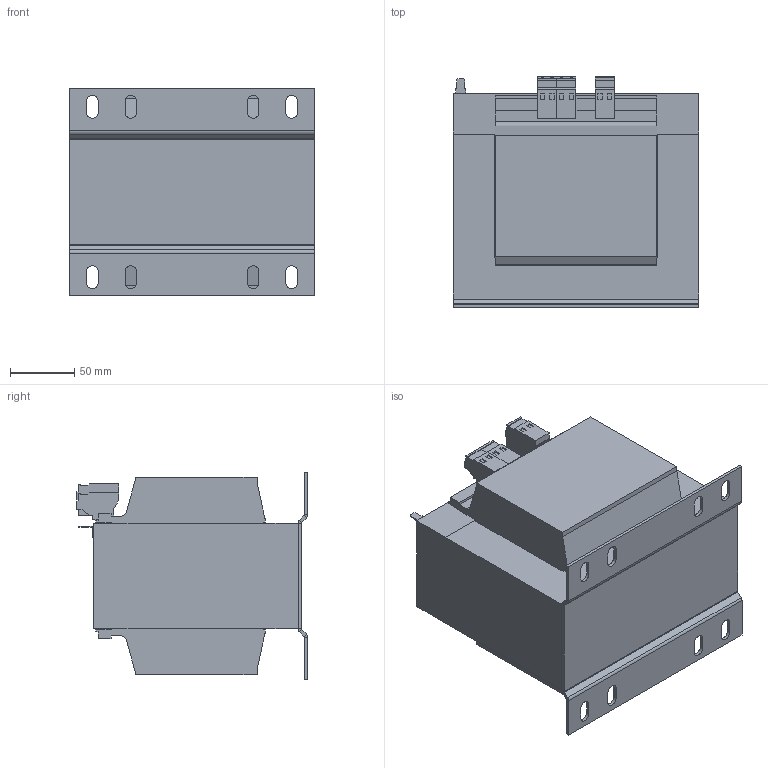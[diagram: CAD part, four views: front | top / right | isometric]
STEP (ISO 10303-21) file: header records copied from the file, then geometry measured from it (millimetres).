
FILE_DESCRIPTION (( 'STEP AP214' ), '1' );
FILE_NAME ('213587.STEP', '2023-09-13T12:52:51', ( '' ), ( '' ), 'SwSTEP 2.0', 'SolidWorks 2018', '' );
FILE_SCHEMA (( 'AUTOMOTIVE_DESIGN' ));
Length unit declared in the file: millimetre
Products named in the file (1): 213587
Bounding box: 192 x 180.3 x 161 mm (x, y, z)
Volume: 3568774.8 mm3; surface area: 258732.5 mm2
Topology: 1 solids, 1 shells, 262 faces, 676 edges, 428 vertices
Faces by surface type: plane 224, cylinder 38
Entity records: 7866 total; most frequent: CARTESIAN_POINT 1367, ORIENTED_EDGE 1352, DIRECTION 1278, EDGE_CURVE 676, LINE 600, VECTOR 600, VERTEX_POINT 428, AXIS2_PLACEMENT_3D 339
